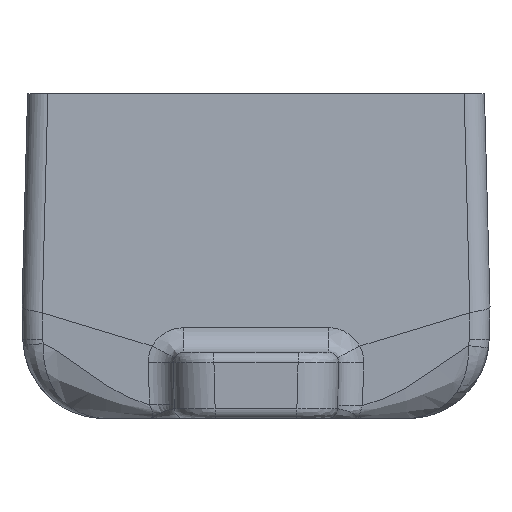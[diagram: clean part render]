
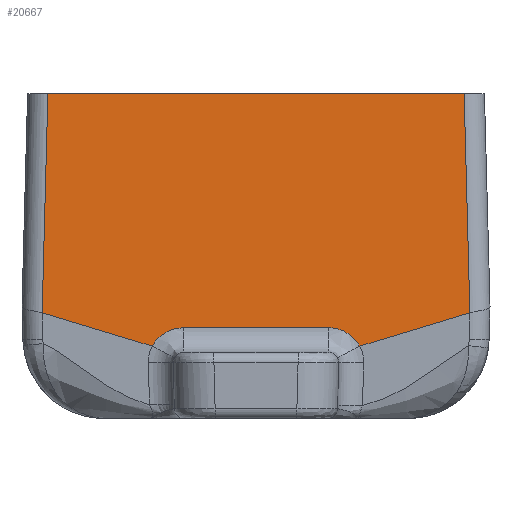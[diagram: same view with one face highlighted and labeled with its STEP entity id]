
A CAD part, left-side view. The second image highlights one B-rep face of the part: STEP entity #20667.
In plain terms, the highlighted planar face has unit normal (-1, 0, 0.026).
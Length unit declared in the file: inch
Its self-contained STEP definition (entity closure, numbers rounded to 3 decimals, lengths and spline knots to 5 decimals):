
#525=PLANE('',#21875);
#1112=ELLIPSE('',#21863,0.21882,0.21875);
#1115=ELLIPSE('',#21869,0.21882,0.21875);
#2401=FACE_OUTER_BOUND('',#3540,.T.);
#3540=EDGE_LOOP('',(#14609,#14610,#14611,#14612,#14613,#14614,#14615,#14616,
#14617,#14618));
#4763=B_SPLINE_CURVE_WITH_KNOTS('',3,(#27901,#27902,#27903,#27904),
 .UNSPECIFIED.,.F.,.F.,(4,4),(1.18921,1.19797),
 .UNSPECIFIED.);
#4765=B_SPLINE_CURVE_WITH_KNOTS('',3,(#28008,#28009,#28010,#28011),
 .UNSPECIFIED.,.F.,.F.,(4,4),(0.,0.00413),.UNSPECIFIED.);
#5457=LINE('',#27954,#7333);
#5460=LINE('',#28060,#7336);
#5461=LINE('',#28062,#7337);
#5462=LINE('',#28064,#7338);
#5463=LINE('',#28066,#7339);
#5464=LINE('',#28067,#7340);
#7333=VECTOR('',#23181,0.3937);
#7336=VECTOR('',#23200,0.3937);
#7337=VECTOR('',#23201,0.3937);
#7338=VECTOR('',#23202,0.3937);
#7339=VECTOR('',#23203,0.3937);
#7340=VECTOR('',#23204,0.3937);
#9563=VERTEX_POINT('',#27884);
#9565=VERTEX_POINT('',#27888);
#9566=VERTEX_POINT('',#27930);
#9567=VERTEX_POINT('',#27931);
#9570=VERTEX_POINT('',#27950);
#9574=VERTEX_POINT('',#28006);
#9577=VERTEX_POINT('',#28059);
#9578=VERTEX_POINT('',#28061);
#9579=VERTEX_POINT('',#28063);
#9580=VERTEX_POINT('',#28065);
#11542=EDGE_CURVE('',#9565,#9563,#4763,.T.);
#11543=EDGE_CURVE('',#9566,#9567,#1112,.T.);
#11549=EDGE_CURVE('',#9567,#9570,#5457,.T.);
#11551=EDGE_CURVE('',#9570,#9565,#1115,.T.);
#11555=EDGE_CURVE('',#9574,#9566,#4765,.T.);
#11561=EDGE_CURVE('',#9574,#9577,#5460,.F.);
#11562=EDGE_CURVE('',#9578,#9577,#5461,.T.);
#11563=EDGE_CURVE('',#9578,#9579,#5462,.T.);
#11564=EDGE_CURVE('',#9580,#9579,#5463,.T.);
#11565=EDGE_CURVE('',#9563,#9580,#5464,.T.);
#14609=ORIENTED_EDGE('',*,*,#11551,.F.);
#14610=ORIENTED_EDGE('',*,*,#11549,.F.);
#14611=ORIENTED_EDGE('',*,*,#11543,.F.);
#14612=ORIENTED_EDGE('',*,*,#11555,.F.);
#14613=ORIENTED_EDGE('',*,*,#11561,.T.);
#14614=ORIENTED_EDGE('',*,*,#11562,.F.);
#14615=ORIENTED_EDGE('',*,*,#11563,.T.);
#14616=ORIENTED_EDGE('',*,*,#11564,.F.);
#14617=ORIENTED_EDGE('',*,*,#11565,.F.);
#14618=ORIENTED_EDGE('',*,*,#11542,.F.);
#20667=ADVANCED_FACE('',(#2401),#525,.T.);
#21863=AXIS2_PLACEMENT_3D('',#27932,#23170,#23171);
#21869=AXIS2_PLACEMENT_3D('',#27981,#23184,#23185);
#21875=AXIS2_PLACEMENT_3D('',#28058,#23198,#23199);
#23170=DIRECTION('center_axis',(-1.,0.,0.026));
#23171=DIRECTION('ref_axis',(0.026,0.,1.));
#23181=DIRECTION('',(0.,1.,0.));
#23184=DIRECTION('center_axis',(-1.,0.,0.026));
#23185=DIRECTION('ref_axis',(0.026,0.,1.));
#23198=DIRECTION('center_axis',(-1.,0.,0.026));
#23199=DIRECTION('ref_axis',(0.,1.,0.));
#23200=DIRECTION('',(-0.008,0.957,-0.289));
#23201=DIRECTION('',(-0.026,-0.026,-0.999));
#23202=DIRECTION('',(0.,1.,0.));
#23203=DIRECTION('',(0.026,-0.026,0.999));
#23204=DIRECTION('',(0.008,0.957,0.289));
#27884=CARTESIAN_POINT('',(-2.32196,0.63983,-0.24218));
#27888=CARTESIAN_POINT('',(-2.32198,0.63835,-0.24278));
#27901=CARTESIAN_POINT('Ctrl Pts',(-2.32198,0.63835,
-0.24278));
#27902=CARTESIAN_POINT('Ctrl Pts',(-2.32197,0.63882,
-0.24253));
#27903=CARTESIAN_POINT('Ctrl Pts',(-2.32196,0.63932,
-0.24233));
#27904=CARTESIAN_POINT('Ctrl Pts',(-2.32196,0.63983,
-0.24218));
#27930=CARTESIAN_POINT('',(-2.32198,-0.63835,-0.24278));
#27931=CARTESIAN_POINT('',(-2.319,-0.44648,-0.12909));
#27932=CARTESIAN_POINT('Origin',(-2.32473,-0.44648,-0.34784));
#27950=CARTESIAN_POINT('',(-2.319,0.44648,-0.12909));
#27954=CARTESIAN_POINT('',(-2.319,0.70313,-0.12909));
#27981=CARTESIAN_POINT('Origin',(-2.32473,0.44648,-0.34784));
#28006=CARTESIAN_POINT('',(-2.32196,-0.63983,-0.24218));
#28008=CARTESIAN_POINT('Ctrl Pts',(-2.32196,-0.63983,
-0.24218));
#28009=CARTESIAN_POINT('Ctrl Pts',(-2.32196,-0.63932,
-0.24233));
#28010=CARTESIAN_POINT('Ctrl Pts',(-2.32197,-0.63882,
-0.24254));
#28011=CARTESIAN_POINT('Ctrl Pts',(-2.32198,-0.63835,
-0.24278));
#28058=CARTESIAN_POINT('Origin',(-2.28125,1.40625,1.3125));
#28059=CARTESIAN_POINT('',(-2.3166,-1.31664,-0.03749));
#28060=CARTESIAN_POINT('',(-2.33339,0.80364,-0.67872));
#28061=CARTESIAN_POINT('',(-2.28125,-1.28129,1.3125));
#28062=CARTESIAN_POINT('',(-2.28037,-1.28042,1.34601));
#28063=CARTESIAN_POINT('',(-2.28125,1.28129,1.3125));
#28064=CARTESIAN_POINT('',(-2.28125,-1.40625,1.3125));
#28065=CARTESIAN_POINT('',(-2.3166,1.31664,-0.03749));
#28066=CARTESIAN_POINT('',(-2.27977,1.27982,1.36889));
#28067=CARTESIAN_POINT('',(-2.3143,1.60683,0.05027));
